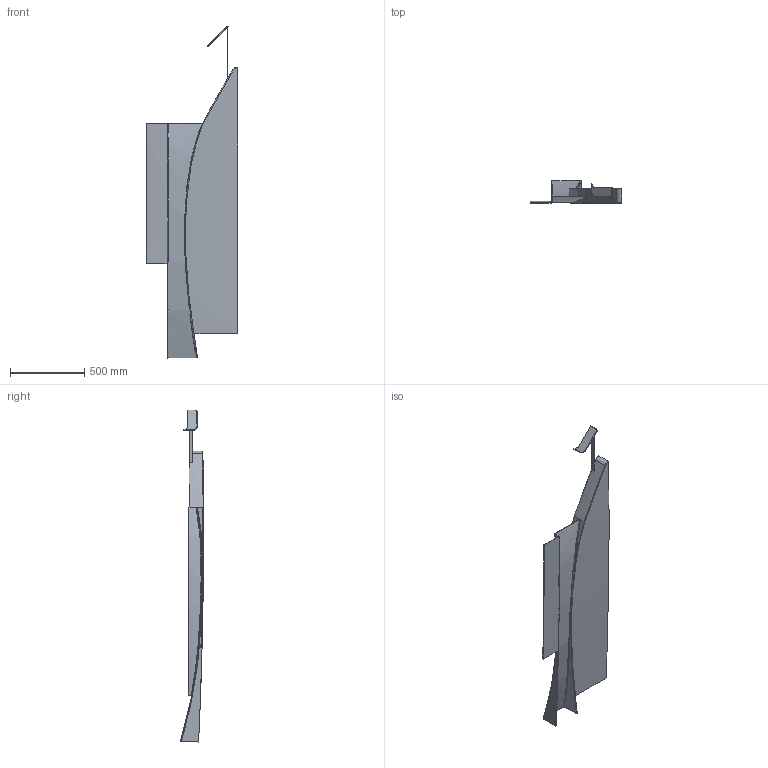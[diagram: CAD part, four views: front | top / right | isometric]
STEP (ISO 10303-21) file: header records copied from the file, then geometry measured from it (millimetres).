
FILE_DESCRIPTION (( 'STEP AP214' ), '1' );
FILE_NAME ('Undertrays_V8_Intersecting_w_VortexGens_stepfile.STEP', '2024-11-19T01:39:23', ( '' ), ( '' ), 'SwSTEP 2.0', 'SolidWorks 2024', '' );
FILE_SCHEMA (( 'AUTOMOTIVE_DESIGN' ));
Length unit declared in the file: inch
Products named in the file (1): Undertrays_V8_Intersecting_w_VortexGens_stepfile
Bounding box: 615.95 x 156.07 x 2238.33 mm (x, y, z)
Volume: 45458160.3 mm3; surface area: 2314745.1 mm2
Topology: 1 solids, 1 shells, 81 faces, 205 edges, 127 vertices
Faces by surface type: bspline 41, plane 24, cylinder 12, torus 4
Entity records: 28392 total; most frequent: CARTESIAN_POINT 26747, ORIENTED_EDGE 410, DIRECTION 223, EDGE_CURVE 205, VERTEX_POINT 127, B_SPLINE_CURVE_WITH_KNOTS 98, EDGE_LOOP 82, FACE_OUTER_BOUND 81
